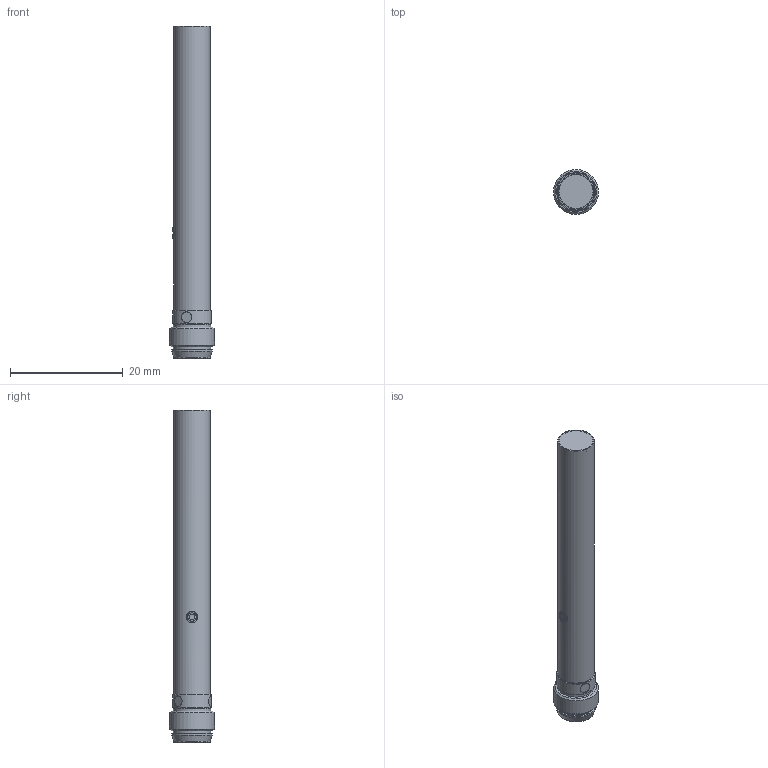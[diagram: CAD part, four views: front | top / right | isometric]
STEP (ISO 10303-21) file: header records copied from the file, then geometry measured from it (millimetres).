
FILE_DESCRIPTION(/* description */ ('DISO X xxx'),/* implementation_level */ '2;1');
FILE_NAME(/* name */ 'KDCT 6.5 V02 G3-T4.stp',/* time_stamp */ '2015-07-21T10:55:39+02:00',/* author */ ('lck'),/* organization */ (''),/* preprocessor_version */ 'ST-DEVELOPER v15.6',/* originating_system */ 'Autodesk Inventor 2015',/* authorisation */ '');
FILE_SCHEMA (('AUTOMOTIVE_DESIGN { 1 0 10303 214 3 1 1 }'));
Length unit declared in the file: millimetre
Products named in the file (1): Bauteil293
Bounding box: 8 x 8 x 59 mm (x, y, z)
Volume: 1899.2 mm3; surface area: 1576.8 mm2
Topology: 1 solids, 3 shells, 76 faces, 144 edges, 88 vertices
Faces by surface type: cylinder 47, plane 20, cone 5, sphere 4
Full cylindrical faces by diameter (mm): 1 x5, 1.5 x1, 2 x3, 5.6 x1, 5.8 x1, 6.05 x1, 6.2 x1, 6.4 x1, 6.5 x1, 6.6 x2, 6.9 x1, 7.2 x1, 8 x1
Entity records: 2171 total; most frequent: CARTESIAN_POINT 725, DIRECTION 280, ORIENTED_EDGE 204, AXIS2_PLACEMENT_3D 140, EDGE_LOOP 119, EDGE_CURVE 102, FACE_OUTER_BOUND 76, ADVANCED_FACE 76
